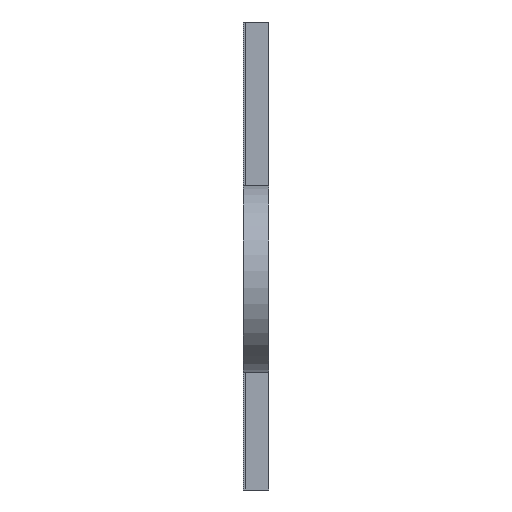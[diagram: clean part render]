
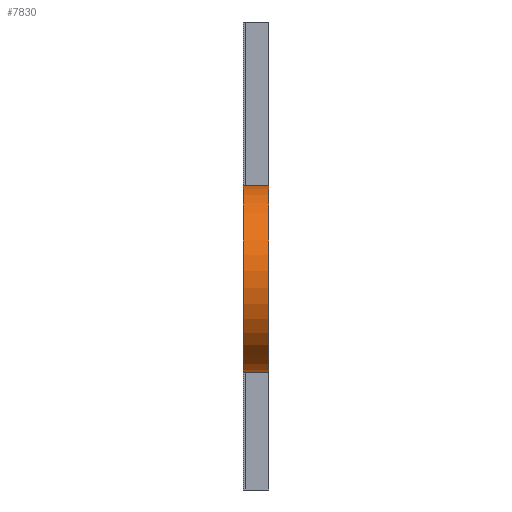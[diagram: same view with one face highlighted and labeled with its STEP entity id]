
A CAD part, left-side view. The second image highlights one B-rep face of the part: STEP entity #7830.
In plain terms, the highlighted cylindrical face has radius 40.05 mm (diameter 80.1 mm), a partial arc.
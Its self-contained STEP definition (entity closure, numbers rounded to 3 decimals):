
#5556 = PLANE('',#5557);
#5557 = AXIS2_PLACEMENT_3D('',#5558,#5559,#5560);
#5558 = CARTESIAN_POINT('',(-35.678,0.,90.));
#5559 = DIRECTION('',(0.,1.,0.));
#5560 = DIRECTION('',(0.,0.,1.));
#5612 = PLANE('',#5613);
#5613 = AXIS2_PLACEMENT_3D('',#5614,#5615,#5616);
#5614 = CARTESIAN_POINT('',(-35.678,-11.,90.));
#5615 = DIRECTION('',(0.,1.,0.));
#5616 = DIRECTION('',(0.,0.,1.));
#6568 = VERTEX_POINT('',#6569);
#6569 = CARTESIAN_POINT('',(-32.75,0.,
    129.869));
#6588 = CYLINDRICAL_SURFACE('',#6589,28.945);
#6589 = AXIS2_PLACEMENT_3D('',#6590,#6591,#6592);
#6590 = CARTESIAN_POINT('',(-30.,0.,101.055));
#6591 = DIRECTION('',(0.,1.,0.));
#6592 = DIRECTION('',(1.,0.,0.));
#6599 = EDGE_CURVE('',#6568,#6600,#6602,.T.);
#6600 = VERTEX_POINT('',#6601);
#6601 = CARTESIAN_POINT('',(-32.75,0.,
    50.131));
#6602 = SURFACE_CURVE('',#6603,(#6608,#6619),.PCURVE_S1.);
#6603 = CIRCLE('',#6604,40.05);
#6604 = AXIS2_PLACEMENT_3D('',#6605,#6606,#6607);
#6605 = CARTESIAN_POINT('',(-28.945,0.,90.));
#6606 = DIRECTION('',(0.,-1.,0.));
#6607 = DIRECTION('',(1.,0.,0.));
#6608 = PCURVE('',#5556,#6609);
#6609 = DEFINITIONAL_REPRESENTATION('',(#6610),#6618);
#6610 = ( BOUNDED_CURVE() B_SPLINE_CURVE(2,(#6611,#6612,#6613,#6614,
#6615,#6616,#6617),.UNSPECIFIED.,.T.,.F.) B_SPLINE_CURVE_WITH_KNOTS((1,2
    ,2,2,2,1),(-2.094,0.,2.094,4.189,
6.283,8.378),.UNSPECIFIED.) CURVE() 
GEOMETRIC_REPRESENTATION_ITEM() RATIONAL_B_SPLINE_CURVE((1.,0.5,1.,0.5,
1.,0.5,1.)) REPRESENTATION_ITEM('') );
#6611 = CARTESIAN_POINT('',(0.,46.783));
#6612 = CARTESIAN_POINT('',(69.369,46.783));
#6613 = CARTESIAN_POINT('',(34.685,-13.292));
#6614 = CARTESIAN_POINT('',(0.,-73.368));
#6615 = CARTESIAN_POINT('',(-34.685,-13.292));
#6616 = CARTESIAN_POINT('',(-69.369,46.783));
#6617 = CARTESIAN_POINT('',(0.,46.783));
#6618 = ( GEOMETRIC_REPRESENTATION_CONTEXT(2) 
PARAMETRIC_REPRESENTATION_CONTEXT() REPRESENTATION_CONTEXT('2D SPACE',''
  ) );
#6619 = PCURVE('',#6620,#6625);
#6620 = CYLINDRICAL_SURFACE('',#6621,40.05);
#6621 = AXIS2_PLACEMENT_3D('',#6622,#6623,#6624);
#6622 = CARTESIAN_POINT('',(-28.945,0.,90.));
#6623 = DIRECTION('',(0.,1.,0.));
#6624 = DIRECTION('',(1.,0.,0.));
#6625 = DEFINITIONAL_REPRESENTATION('',(#6626),#6629);
#6626 = B_SPLINE_CURVE_WITH_KNOTS('',1,(#6627,#6628),.UNSPECIFIED.,.F.,
  .F.,(2,2),(1.666,4.617),.PIECEWISE_BEZIER_KNOTS.);
#6627 = CARTESIAN_POINT('',(-1.666,0.));
#6628 = CARTESIAN_POINT('',(-4.617,0.));
#6629 = ( GEOMETRIC_REPRESENTATION_CONTEXT(2) 
PARAMETRIC_REPRESENTATION_CONTEXT() REPRESENTATION_CONTEXT('2D SPACE',''
  ) );
#6652 = CYLINDRICAL_SURFACE('',#6653,28.945);
#6653 = AXIS2_PLACEMENT_3D('',#6654,#6655,#6656);
#6654 = CARTESIAN_POINT('',(-30.,0.,78.945));
#6655 = DIRECTION('',(0.,1.,0.));
#6656 = DIRECTION('',(1.,0.,0.));
#7091 = VERTEX_POINT('',#7092);
#7092 = CARTESIAN_POINT('',(-32.75,-11.,50.131));
#7117 = EDGE_CURVE('',#7118,#7091,#7120,.T.);
#7118 = VERTEX_POINT('',#7119);
#7119 = CARTESIAN_POINT('',(-32.75,-11.,129.869));
#7120 = SURFACE_CURVE('',#7121,(#7126,#7137),.PCURVE_S1.);
#7121 = CIRCLE('',#7122,40.05);
#7122 = AXIS2_PLACEMENT_3D('',#7123,#7124,#7125);
#7123 = CARTESIAN_POINT('',(-28.945,-11.,90.));
#7124 = DIRECTION('',(0.,-1.,0.));
#7125 = DIRECTION('',(1.,0.,0.));
#7126 = PCURVE('',#5612,#7127);
#7127 = DEFINITIONAL_REPRESENTATION('',(#7128),#7136);
#7128 = ( BOUNDED_CURVE() B_SPLINE_CURVE(2,(#7129,#7130,#7131,#7132,
#7133,#7134,#7135),.UNSPECIFIED.,.T.,.F.) B_SPLINE_CURVE_WITH_KNOTS((1,2
    ,2,2,2,1),(-2.094,0.,2.094,4.189,
6.283,8.378),.UNSPECIFIED.) CURVE() 
GEOMETRIC_REPRESENTATION_ITEM() RATIONAL_B_SPLINE_CURVE((1.,0.5,1.,0.5,
1.,0.5,1.)) REPRESENTATION_ITEM('') );
#7129 = CARTESIAN_POINT('',(0.,46.783));
#7130 = CARTESIAN_POINT('',(69.369,46.783));
#7131 = CARTESIAN_POINT('',(34.685,-13.292));
#7132 = CARTESIAN_POINT('',(0.,-73.368));
#7133 = CARTESIAN_POINT('',(-34.685,-13.292));
#7134 = CARTESIAN_POINT('',(-69.369,46.783));
#7135 = CARTESIAN_POINT('',(0.,46.783));
#7136 = ( GEOMETRIC_REPRESENTATION_CONTEXT(2) 
PARAMETRIC_REPRESENTATION_CONTEXT() REPRESENTATION_CONTEXT('2D SPACE',''
  ) );
#7137 = PCURVE('',#6620,#7138);
#7138 = DEFINITIONAL_REPRESENTATION('',(#7139),#7142);
#7139 = B_SPLINE_CURVE_WITH_KNOTS('',1,(#7140,#7141),.UNSPECIFIED.,.F.,
  .F.,(2,2),(1.666,4.617),.PIECEWISE_BEZIER_KNOTS.);
#7140 = CARTESIAN_POINT('',(-1.666,-11.));
#7141 = CARTESIAN_POINT('',(-4.617,-11.));
#7142 = ( GEOMETRIC_REPRESENTATION_CONTEXT(2) 
PARAMETRIC_REPRESENTATION_CONTEXT() REPRESENTATION_CONTEXT('2D SPACE',''
  ) );
#7811 = EDGE_CURVE('',#6568,#7118,#7812,.T.);
#7812 = SURFACE_CURVE('',#7813,(#7817,#7823),.PCURVE_S1.);
#7813 = LINE('',#7814,#7815);
#7814 = CARTESIAN_POINT('',(-32.75,0.,
    129.869));
#7815 = VECTOR('',#7816,1.);
#7816 = DIRECTION('',(0.,-1.,0.));
#7817 = PCURVE('',#6588,#7818);
#7818 = DEFINITIONAL_REPRESENTATION('',(#7819),#7822);
#7819 = B_SPLINE_CURVE_WITH_KNOTS('',1,(#7820,#7821),.UNSPECIFIED.,.F.,
  .F.,(2,2),(0.,11.),.PIECEWISE_BEZIER_KNOTS.);
#7820 = CARTESIAN_POINT('',(-1.666,0.));
#7821 = CARTESIAN_POINT('',(-1.666,-11.));
#7822 = ( GEOMETRIC_REPRESENTATION_CONTEXT(2) 
PARAMETRIC_REPRESENTATION_CONTEXT() REPRESENTATION_CONTEXT('2D SPACE',''
  ) );
#7823 = PCURVE('',#6620,#7824);
#7824 = DEFINITIONAL_REPRESENTATION('',(#7825),#7828);
#7825 = B_SPLINE_CURVE_WITH_KNOTS('',1,(#7826,#7827),.UNSPECIFIED.,.F.,
  .F.,(2,2),(0.,11.),.PIECEWISE_BEZIER_KNOTS.);
#7826 = CARTESIAN_POINT('',(-1.666,0.));
#7827 = CARTESIAN_POINT('',(-1.666,-11.));
#7828 = ( GEOMETRIC_REPRESENTATION_CONTEXT(2) 
PARAMETRIC_REPRESENTATION_CONTEXT() REPRESENTATION_CONTEXT('2D SPACE',''
  ) );
#7830 = ADVANCED_FACE('',(#7831),#6620,.T.);
#7831 = FACE_BOUND('',#7832,.F.);
#7832 = EDGE_LOOP('',(#7833,#7834,#7835,#7854));
#7833 = ORIENTED_EDGE('',*,*,#7811,.T.);
#7834 = ORIENTED_EDGE('',*,*,#7117,.T.);
#7835 = ORIENTED_EDGE('',*,*,#7836,.F.);
#7836 = EDGE_CURVE('',#6600,#7091,#7837,.T.);
#7837 = SURFACE_CURVE('',#7838,(#7842,#7848),.PCURVE_S1.);
#7838 = LINE('',#7839,#7840);
#7839 = CARTESIAN_POINT('',(-32.75,0.,
    50.131));
#7840 = VECTOR('',#7841,1.);
#7841 = DIRECTION('',(0.,-1.,0.));
#7842 = PCURVE('',#6620,#7843);
#7843 = DEFINITIONAL_REPRESENTATION('',(#7844),#7847);
#7844 = B_SPLINE_CURVE_WITH_KNOTS('',1,(#7845,#7846),.UNSPECIFIED.,.F.,
  .F.,(2,2),(0.,11.),.PIECEWISE_BEZIER_KNOTS.);
#7845 = CARTESIAN_POINT('',(-4.617,0.));
#7846 = CARTESIAN_POINT('',(-4.617,-11.));
#7847 = ( GEOMETRIC_REPRESENTATION_CONTEXT(2) 
PARAMETRIC_REPRESENTATION_CONTEXT() REPRESENTATION_CONTEXT('2D SPACE',''
  ) );
#7848 = PCURVE('',#6652,#7849);
#7849 = DEFINITIONAL_REPRESENTATION('',(#7850),#7853);
#7850 = B_SPLINE_CURVE_WITH_KNOTS('',1,(#7851,#7852),.UNSPECIFIED.,.F.,
  .F.,(2,2),(0.,11.),.PIECEWISE_BEZIER_KNOTS.);
#7851 = CARTESIAN_POINT('',(-4.617,0.));
#7852 = CARTESIAN_POINT('',(-4.617,-11.));
#7853 = ( GEOMETRIC_REPRESENTATION_CONTEXT(2) 
PARAMETRIC_REPRESENTATION_CONTEXT() REPRESENTATION_CONTEXT('2D SPACE',''
  ) );
#7854 = ORIENTED_EDGE('',*,*,#6599,.F.);
